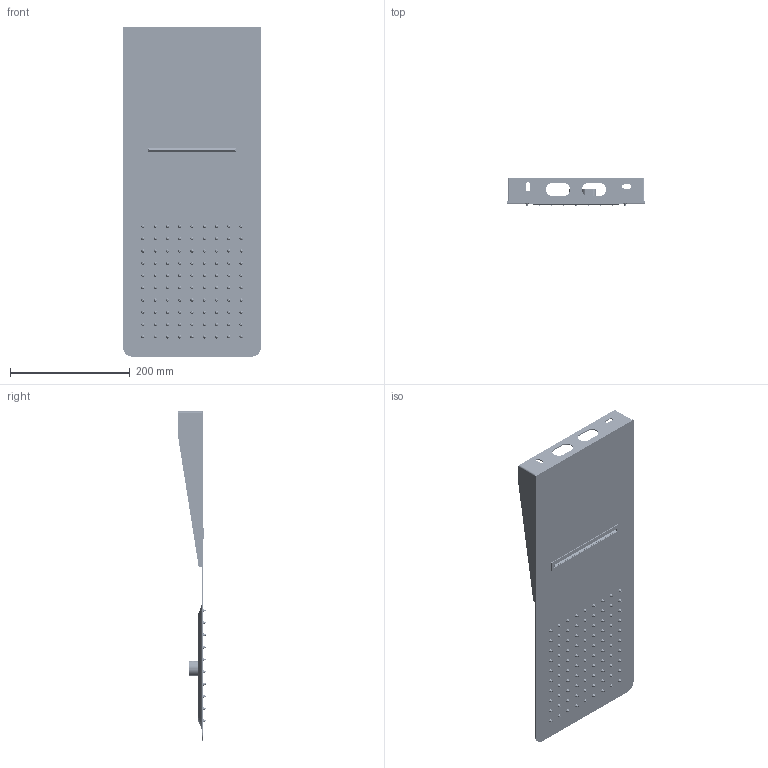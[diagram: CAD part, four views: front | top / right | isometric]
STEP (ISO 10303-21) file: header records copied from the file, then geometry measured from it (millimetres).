
FILE_DESCRIPTION (( 'STEP AP203' ), '1' );
FILE_NAME ('99ZP09184.STEP', '2023-11-17T12:33:23', ( '' ), ( '' ), 'SwSTEP 2.0', 'SolidWorks 2021', '' );
FILE_SCHEMA (( 'CONFIG_CONTROL_DESIGN' ));
Products named in the file (1): 99ZP09184
Bounding box: 230 x 47.5 x 550 mm (x, y, z)
Volume: 638728.5 mm3; surface area: 368345 mm2
Topology: 91 solids, 91 shells, 5366 faces, 11185 edges, 6550 vertices
Faces by surface type: cylinder 1674, torus 1620, bspline 1086, plane 802, cone 180, sphere 4
Entity records: 174247 total; most frequent: CARTESIAN_POINT 61403, DIRECTION 25955, ORIENTED_EDGE 22370, AXIS2_PLACEMENT_3D 11943, EDGE_CURVE 11185, CIRCLE 7662, VERTEX_POINT 6550, EDGE_LOOP 6113
